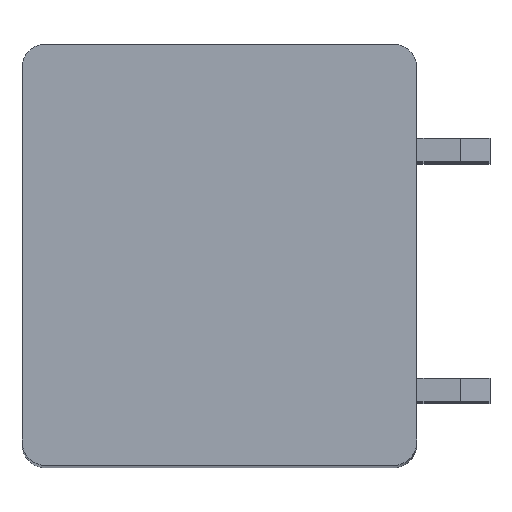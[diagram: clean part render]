
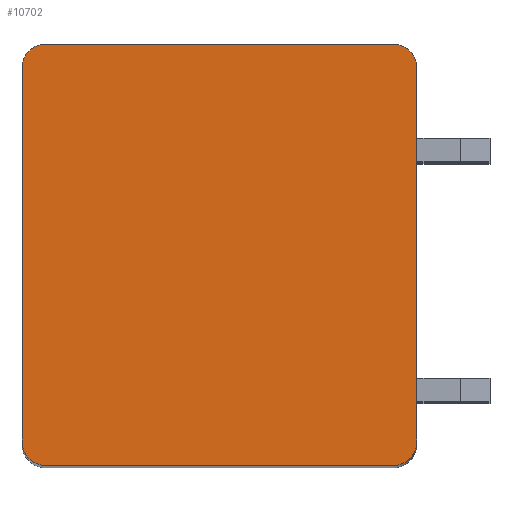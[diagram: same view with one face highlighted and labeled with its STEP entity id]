
A CAD part, top view. The second image highlights one B-rep face of the part: STEP entity #10702.
In plain terms, the highlighted planar face has unit normal (0, 0, 1).
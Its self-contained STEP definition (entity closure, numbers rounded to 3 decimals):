
#1173=CARTESIAN_POINT('',(-5.95,6.4,1.75));
#1174=DIRECTION('',(0.,0.,1.));
#1175=DIRECTION('',(0.,1.,0.));
#1176=AXIS2_PLACEMENT_3D('',#1173,#1174,#1175);
#1178=DIRECTION('',(-1.,0.,0.));
#1179=VECTOR('',#1178,11.9);
#1180=CARTESIAN_POINT('',(5.95,7.2,1.75));
#1181=LINE('',#1180,#1179);
#1182=CARTESIAN_POINT('',(5.95,6.4,1.75));
#1183=DIRECTION('',(0.,0.,1.));
#1184=DIRECTION('',(1.,0.,0.));
#1185=AXIS2_PLACEMENT_3D('',#1182,#1183,#1184);
#1187=DIRECTION('',(0.,1.,0.));
#1188=VECTOR('',#1187,12.8);
#1189=CARTESIAN_POINT('',(6.75,-6.4,1.75));
#1190=LINE('',#1189,#1188);
#1191=CARTESIAN_POINT('',(5.95,-6.4,1.75));
#1192=DIRECTION('',(0.,0.,1.));
#1193=DIRECTION('',(0.,-1.,0.));
#1194=AXIS2_PLACEMENT_3D('',#1191,#1192,#1193);
#1196=DIRECTION('',(1.,0.,0.));
#1197=VECTOR('',#1196,11.9);
#1198=CARTESIAN_POINT('',(-5.95,-7.2,1.75));
#1199=LINE('',#1198,#1197);
#1200=CARTESIAN_POINT('',(-5.95,-6.4,1.75));
#1201=DIRECTION('',(0.,0.,1.));
#1202=DIRECTION('',(-1.,0.,0.));
#1203=AXIS2_PLACEMENT_3D('',#1200,#1201,#1202);
#1205=DIRECTION('',(0.,-1.,0.));
#1206=VECTOR('',#1205,12.8);
#1207=CARTESIAN_POINT('',(-6.75,6.4,1.75));
#1208=LINE('',#1207,#1206);
#8035=CARTESIAN_POINT('',(-5.95,7.2,1.75));
#8036=VERTEX_POINT('',#8035);
#8037=CARTESIAN_POINT('',(-6.75,6.4,1.75));
#8038=VERTEX_POINT('',#8037);
#8043=CARTESIAN_POINT('',(6.75,6.4,1.75));
#8044=VERTEX_POINT('',#8043);
#8045=CARTESIAN_POINT('',(5.95,7.2,1.75));
#8046=VERTEX_POINT('',#8045);
#8051=CARTESIAN_POINT('',(-6.75,-6.4,1.75));
#8052=VERTEX_POINT('',#8051);
#8053=CARTESIAN_POINT('',(-5.95,-7.2,1.75));
#8054=VERTEX_POINT('',#8053);
#8059=CARTESIAN_POINT('',(5.95,-7.2,1.75));
#8060=VERTEX_POINT('',#8059);
#8061=CARTESIAN_POINT('',(6.75,-6.4,1.75));
#8062=VERTEX_POINT('',#8061);
#10687=CARTESIAN_POINT('',(0.,0.,1.75));
#10688=DIRECTION('',(0.,0.,1.));
#10689=DIRECTION('',(1.,0.,0.));
#10690=AXIS2_PLACEMENT_3D('',#10687,#10688,#10689);
#10691=PLANE('',#10690);
#10692=ORIENTED_EDGE('',*,*,#9959,.F.);
#10693=ORIENTED_EDGE('',*,*,#9975,.F.);
#10694=ORIENTED_EDGE('',*,*,#10352,.F.);
#10695=ORIENTED_EDGE('',*,*,#10367,.F.);
#10696=ORIENTED_EDGE('',*,*,#10640,.F.);
#10697=ORIENTED_EDGE('',*,*,#10653,.F.);
#10698=ORIENTED_EDGE('',*,*,#10668,.F.);
#10699=ORIENTED_EDGE('',*,*,#10680,.F.);
#10700=EDGE_LOOP('',(#10692,#10693,#10694,#10695,#10696,#10697,#10698,#10699));
#10701=FACE_OUTER_BOUND('',#10700,.F.);
#1177=CIRCLE('',#1176,0.8);
#1186=CIRCLE('',#1185,0.8);
#1195=CIRCLE('',#1194,0.8);
#1204=CIRCLE('',#1203,0.8);
#9959=EDGE_CURVE('',#8036,#8038,#1177,.T.);
#9975=EDGE_CURVE('',#8046,#8036,#1181,.T.);
#10352=EDGE_CURVE('',#8044,#8046,#1186,.T.);
#10367=EDGE_CURVE('',#8062,#8044,#1190,.T.);
#10640=EDGE_CURVE('',#8060,#8062,#1195,.T.);
#10653=EDGE_CURVE('',#8054,#8060,#1199,.T.);
#10668=EDGE_CURVE('',#8052,#8054,#1204,.T.);
#10680=EDGE_CURVE('',#8038,#8052,#1208,.T.);
#10702=ADVANCED_FACE('',(#10701),#10691,.T.);
